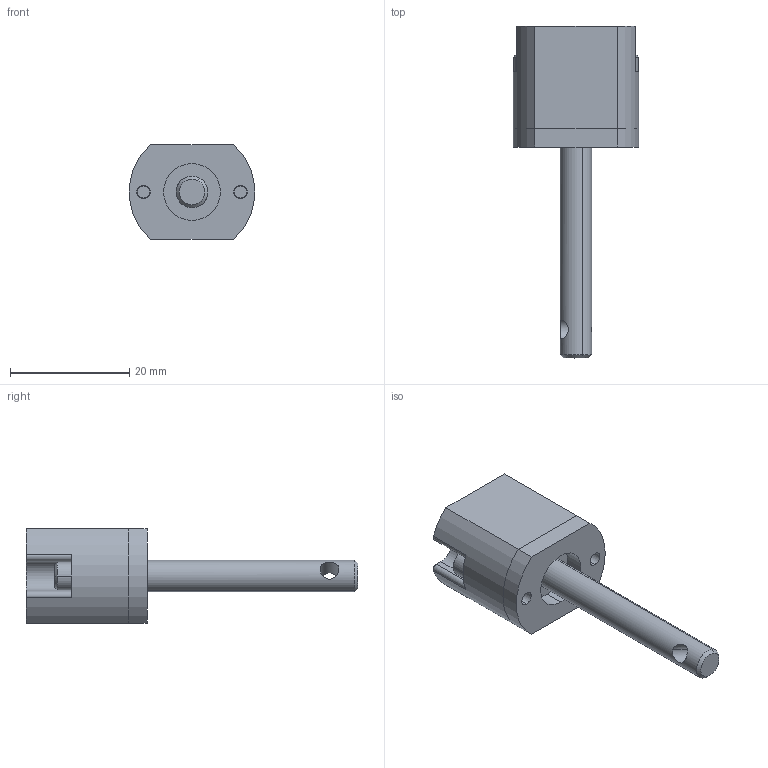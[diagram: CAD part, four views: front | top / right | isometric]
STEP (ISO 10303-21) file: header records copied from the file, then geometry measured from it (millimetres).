
FILE_DESCRIPTION (( 'STEP AP214' ), '1' );
FILE_NAME ('am-0293 Shift Block and Shaft Assembly.STEP', '2017-03-20T14:00:36', ( '' ), ( '' ), 'SwSTEP 2.0', 'SolidWorks 2017', '' );
FILE_SCHEMA (( 'AUTOMOTIVE_DESIGN' ));
Length unit declared in the file: inch
Products named in the file (14): R3 Bearing_smart; 0.1875 e-clip_97431A280; am-0170 Shifter Shaft Rev1; Shift Cap; Shift Block 2; 4-40x0250_shcs_smart; 0.1875 e-clip; am-0293 Shift Block and Shaft Assembly
Assembly tree (7 placements, depth 2):
  4-40x0250_shcs_smart
  4-40x0250_shcs_smart
  R3 Bearing_smart
  0.1875 e-clip
  am-0170 Shifter Shaft Rev1
Bounding box: 21.08 x 55.7 x 15.88 mm (x, y, z)
Volume: 6009.5 mm3; surface area: 4678.9 mm2
Topology: 7 solids, 7 shells, 133 faces, 310 edges, 200 vertices
Faces by surface type: cylinder 62, plane 51, cone 20
Entity records: 3969 total; most frequent: CARTESIAN_POINT 678, DIRECTION 652, ORIENTED_EDGE 544, EDGE_CURVE 272, AXIS2_PLACEMENT_3D 258, VERTEX_POINT 176, EDGE_LOOP 138, VECTOR 136
